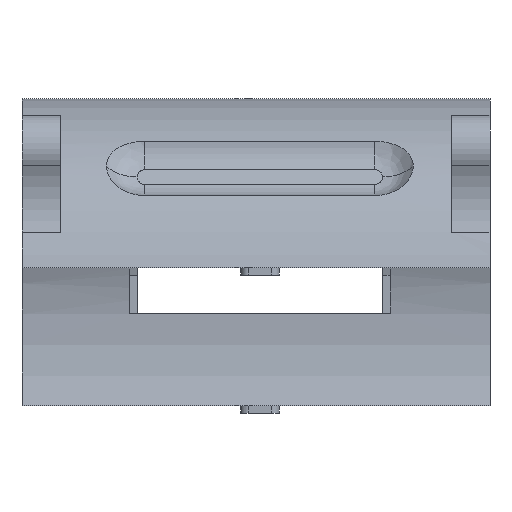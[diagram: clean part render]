
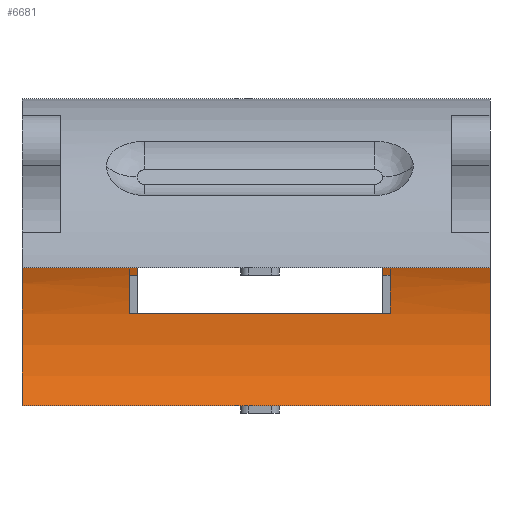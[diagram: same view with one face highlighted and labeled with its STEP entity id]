
A CAD part, left-side view. The second image highlights one B-rep face of the part: STEP entity #6681.
In plain terms, the highlighted cylindrical face has radius 25 mm (diameter 50 mm), a partial arc.
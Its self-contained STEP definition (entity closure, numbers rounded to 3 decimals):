
#4468=CARTESIAN_POINT('',(-55.08,47.05,2.));
#4469=VERTEX_POINT('',#4468);
#4476=CARTESIAN_POINT('',(-55.08,13.,2.));
#4477=VERTEX_POINT('',#4476);
#4478=CARTESIAN_POINT('',(-55.08,47.05,2.));
#4479=DIRECTION('',(-0.,-1.,-0.));
#4480=VECTOR('',#4479,34.05);
#4481=LINE('',#4478,#4480);
#4482=EDGE_CURVE('',#4469,#4477,#4481,.T.);
#6214=CARTESIAN_POINT('',(-57.087,61.,-10.));
#6215=VERTEX_POINT('',#6214);
#6222=CARTESIAN_POINT('',(-57.,61.,9.798));
#6223=VERTEX_POINT('',#6222);
#6224=CARTESIAN_POINT('',(-80.,61.,-0.));
#6225=DIRECTION('',(0.,1.,0.));
#6226=DIRECTION('',(0.,-0.,1.));
#6227=AXIS2_PLACEMENT_3D('',#6224,#6225,#6226);
#6228=CIRCLE('',#6227,25.);
#6229=EDGE_CURVE('',#6223,#6215,#6228,.T.);
#6369=CARTESIAN_POINT('',(-57.,0.,9.798));
#6370=VERTEX_POINT('',#6369);
#6377=CARTESIAN_POINT('',(-57.087,0.,-10.));
#6378=VERTEX_POINT('',#6377);
#6379=CARTESIAN_POINT('',(-80.,0.,-0.));
#6380=DIRECTION('',(0.,1.,0.));
#6381=DIRECTION('',(0.,-0.,1.));
#6382=AXIS2_PLACEMENT_3D('',#6379,#6380,#6381);
#6383=CIRCLE('',#6382,25.);
#6384=EDGE_CURVE('',#6370,#6378,#6383,.T.);
#6555=CARTESIAN_POINT('',(-57.,14.,9.798));
#6556=VERTEX_POINT('',#6555);
#6563=CARTESIAN_POINT('',(-57.,0.,9.798));
#6564=DIRECTION('',(0.,1.,0.));
#6565=VECTOR('',#6564,14.);
#6566=LINE('',#6563,#6565);
#6567=EDGE_CURVE('',#6370,#6556,#6566,.T.);
#6579=CARTESIAN_POINT('',(-57.,46.,9.798));
#6580=VERTEX_POINT('',#6579);
#6589=CARTESIAN_POINT('',(-57.,46.,9.798));
#6590=DIRECTION('',(0.,1.,0.));
#6591=VECTOR('',#6590,15.);
#6592=LINE('',#6589,#6591);
#6593=EDGE_CURVE('',#6580,#6223,#6592,.T.);
#6615=CARTESIAN_POINT('',(-80.,0.,-0.));
#6616=DIRECTION('',(0.,1.,0.));
#6617=DIRECTION('',(0.,-0.,1.));
#6618=AXIS2_PLACEMENT_3D('',#6615,#6616,#6617);
#6619=CYLINDRICAL_SURFACE('',#6618,25.);
#6620=CARTESIAN_POINT('',(-56.,47.05,7.));
#6621=VERTEX_POINT('',#6620);
#6622=CARTESIAN_POINT('',(-80.,47.05,-0.));
#6623=DIRECTION('',(-0.,-1.,-0.));
#6624=DIRECTION('',(0.,-0.,1.));
#6625=AXIS2_PLACEMENT_3D('',#6622,#6623,#6624);
#6626=CIRCLE('',#6625,25.);
#6627=EDGE_CURVE('',#4469,#6621,#6626,.T.);
#6628=ORIENTED_EDGE('',*,*,#6627,.T.);
#6629=CARTESIAN_POINT('',(-56.,46.,7.));
#6630=VERTEX_POINT('',#6629);
#6631=CARTESIAN_POINT('',(-56.,47.05,7.));
#6632=DIRECTION('',(-0.,-1.,-0.));
#6633=VECTOR('',#6632,1.05);
#6634=LINE('',#6631,#6633);
#6635=EDGE_CURVE('',#6621,#6630,#6634,.T.);
#6636=ORIENTED_EDGE('',*,*,#6635,.T.);
#6637=CARTESIAN_POINT('',(-80.,46.,-0.));
#6638=DIRECTION('',(-0.,1.,-0.));
#6639=DIRECTION('',(0.,0.,-1.));
#6640=AXIS2_PLACEMENT_3D('',#6637,#6638,#6639);
#6641=CIRCLE('',#6640,25.);
#6642=EDGE_CURVE('',#6580,#6630,#6641,.T.);
#6643=ORIENTED_EDGE('',*,*,#6642,.F.);
#6644=ORIENTED_EDGE('',*,*,#6593,.T.);
#6645=ORIENTED_EDGE('',*,*,#6229,.T.);
#6646=CARTESIAN_POINT('',(-57.087,0.,-10.));
#6647=DIRECTION('',(0.,1.,0.));
#6648=VECTOR('',#6647,61.);
#6649=LINE('',#6646,#6648);
#6650=EDGE_CURVE('',#6378,#6215,#6649,.T.);
#6651=ORIENTED_EDGE('',*,*,#6650,.F.);
#6652=ORIENTED_EDGE('',*,*,#6384,.F.);
#6653=ORIENTED_EDGE('',*,*,#6567,.T.);
#6654=CARTESIAN_POINT('',(-56.,14.,7.));
#6655=VERTEX_POINT('',#6654);
#6656=CARTESIAN_POINT('',(-80.,14.,-0.));
#6657=DIRECTION('',(-0.,-1.,-0.));
#6658=DIRECTION('',(0.,-0.,1.));
#6659=AXIS2_PLACEMENT_3D('',#6656,#6657,#6658);
#6660=CIRCLE('',#6659,25.);
#6661=EDGE_CURVE('',#6655,#6556,#6660,.T.);
#6662=ORIENTED_EDGE('',*,*,#6661,.F.);
#6663=CARTESIAN_POINT('',(-56.,13.,7.));
#6664=VERTEX_POINT('',#6663);
#6665=CARTESIAN_POINT('',(-56.,13.,7.));
#6666=DIRECTION('',(0.,1.,0.));
#6667=VECTOR('',#6666,1.);
#6668=LINE('',#6665,#6667);
#6669=EDGE_CURVE('',#6664,#6655,#6668,.T.);
#6670=ORIENTED_EDGE('',*,*,#6669,.F.);
#6671=CARTESIAN_POINT('',(-80.,13.,-0.));
#6672=DIRECTION('',(-0.,-1.,-0.));
#6673=DIRECTION('',(0.,-0.,1.));
#6674=AXIS2_PLACEMENT_3D('',#6671,#6672,#6673);
#6675=CIRCLE('',#6674,25.);
#6676=EDGE_CURVE('',#4477,#6664,#6675,.T.);
#6677=ORIENTED_EDGE('',*,*,#6676,.F.);
#6678=ORIENTED_EDGE('',*,*,#4482,.F.);
#6679=EDGE_LOOP('',(#6628,#6636,#6643,#6644,#6645,#6651,#6652,#6653,#6662,#6670,#6677,#6678));
#6680=FACE_BOUND('',#6679,.T.);
#6681=ADVANCED_FACE('',(#6680),#6619,.F.);
